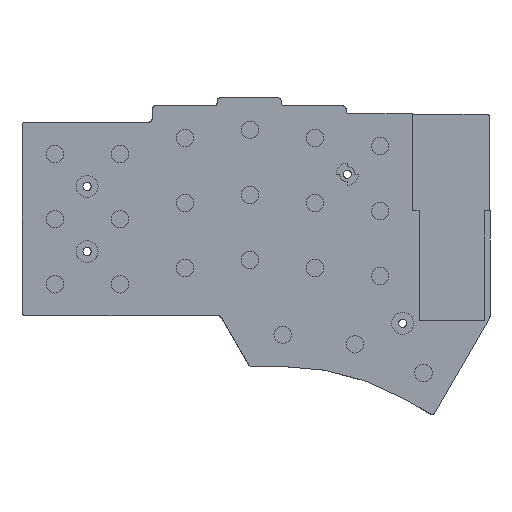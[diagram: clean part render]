
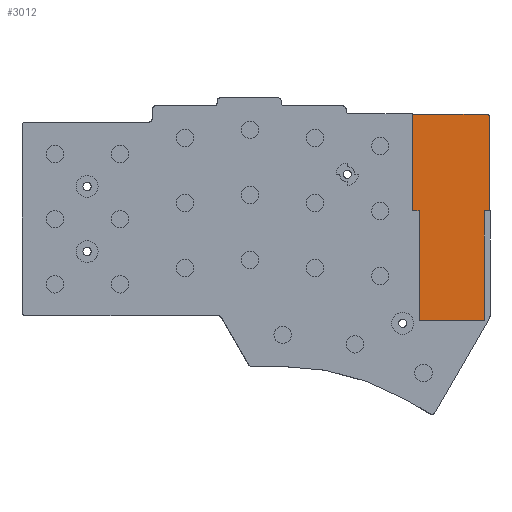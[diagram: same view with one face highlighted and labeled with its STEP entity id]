
A CAD part, top view. The second image highlights one B-rep face of the part: STEP entity #3012.
In plain terms, the highlighted planar face has unit normal (0, 0, 1).
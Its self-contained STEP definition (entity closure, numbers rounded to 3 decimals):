
#67=ELLIPSE('',#3273,1.,1.);
#91=PLANE('',#3275);
#244=FACE_OUTER_BOUND('',#451,.T.);
#451=EDGE_LOOP('',(#2236,#2237,#2238,#2239,#2240,#2241,#2242,#2243,#2244));
#650=LINE('',#4632,#967);
#653=LINE('',#4642,#970);
#654=LINE('',#4644,#971);
#655=LINE('',#4646,#972);
#656=LINE('',#4648,#973);
#657=LINE('',#4650,#974);
#658=LINE('',#4652,#975);
#659=LINE('',#4653,#976);
#967=VECTOR('',#3733,10.);
#970=VECTOR('',#3744,10.);
#971=VECTOR('',#3745,10.);
#972=VECTOR('',#3746,10.);
#973=VECTOR('',#3747,10.);
#974=VECTOR('',#3748,10.);
#975=VECTOR('',#3749,10.);
#976=VECTOR('',#3750,10.);
#1426=VERTEX_POINT('',#4629);
#1427=VERTEX_POINT('',#4631);
#1428=VERTEX_POINT('',#4635);
#1430=VERTEX_POINT('',#4641);
#1431=VERTEX_POINT('',#4643);
#1432=VERTEX_POINT('',#4645);
#1433=VERTEX_POINT('',#4647);
#1434=VERTEX_POINT('',#4649);
#1435=VERTEX_POINT('',#4651);
#1731=EDGE_CURVE('',#1426,#1427,#650,.T.);
#1733=EDGE_CURVE('',#1428,#1426,#67,.T.);
#1736=EDGE_CURVE('',#1430,#1428,#653,.T.);
#1737=EDGE_CURVE('',#1431,#1430,#654,.T.);
#1738=EDGE_CURVE('',#1432,#1431,#655,.T.);
#1739=EDGE_CURVE('',#1433,#1432,#656,.T.);
#1740=EDGE_CURVE('',#1434,#1433,#657,.T.);
#1741=EDGE_CURVE('',#1435,#1434,#658,.T.);
#1742=EDGE_CURVE('',#1427,#1435,#659,.T.);
#2236=ORIENTED_EDGE('',*,*,#1733,.F.);
#2237=ORIENTED_EDGE('',*,*,#1736,.F.);
#2238=ORIENTED_EDGE('',*,*,#1737,.F.);
#2239=ORIENTED_EDGE('',*,*,#1738,.F.);
#2240=ORIENTED_EDGE('',*,*,#1739,.F.);
#2241=ORIENTED_EDGE('',*,*,#1740,.F.);
#2242=ORIENTED_EDGE('',*,*,#1741,.F.);
#2243=ORIENTED_EDGE('',*,*,#1742,.F.);
#2244=ORIENTED_EDGE('',*,*,#1731,.F.);
#3012=ADVANCED_FACE('',(#244),#91,.F.);
#3273=AXIS2_PLACEMENT_3D('',#4636,#3737,#3738);
#3275=AXIS2_PLACEMENT_3D('',#4640,#3742,#3743);
#3733=DIRECTION('',(0.,-1.,0.));
#3737=DIRECTION('center_axis',(0.,0.,-1.));
#3738=DIRECTION('ref_axis',(1.,0.,0.));
#3742=DIRECTION('center_axis',(0.,0.,-1.));
#3743=DIRECTION('ref_axis',(-1.,0.,0.));
#3744=DIRECTION('',(1.,0.,0.));
#3745=DIRECTION('',(0.,1.,0.));
#3746=DIRECTION('',(-1.,0.,0.));
#3747=DIRECTION('',(0.,1.,0.));
#3748=DIRECTION('',(-1.,0.,0.));
#3749=DIRECTION('',(0.,-1.,0.));
#3750=DIRECTION('',(-1.,0.,0.));
#4629=CARTESIAN_POINT('',(136.612,87.342,-1.));
#4631=CARTESIAN_POINT('',(136.612,60.042,-1.));
#4632=CARTESIAN_POINT('',(136.612,43.629,-1.));
#4635=CARTESIAN_POINT('',(135.612,88.342,-1.));
#4636=CARTESIAN_POINT('Origin',(135.612,87.342,-1.));
#4640=CARTESIAN_POINT('Origin',(125.5,58.292,-1.));
#4641=CARTESIAN_POINT('',(114.,88.342,-1.));
#4642=CARTESIAN_POINT('',(131.022,88.342,-1.));
#4643=CARTESIAN_POINT('',(114.,60.042,-1.));
#4644=CARTESIAN_POINT('',(114.,73.417,-1.));
#4645=CARTESIAN_POINT('',(116.,60.042,-1.));
#4646=CARTESIAN_POINT('',(119.75,60.042,-1.));
#4647=CARTESIAN_POINT('',(116.,28.042,-1.));
#4648=CARTESIAN_POINT('',(116.,59.167,-1.));
#4649=CARTESIAN_POINT('',(135.,28.042,-1.));
#4650=CARTESIAN_POINT('',(120.75,28.042,-1.));
#4651=CARTESIAN_POINT('',(135.,60.042,-1.));
#4652=CARTESIAN_POINT('',(135.,43.167,-1.));
#4653=CARTESIAN_POINT('',(130.25,60.042,-1.));
